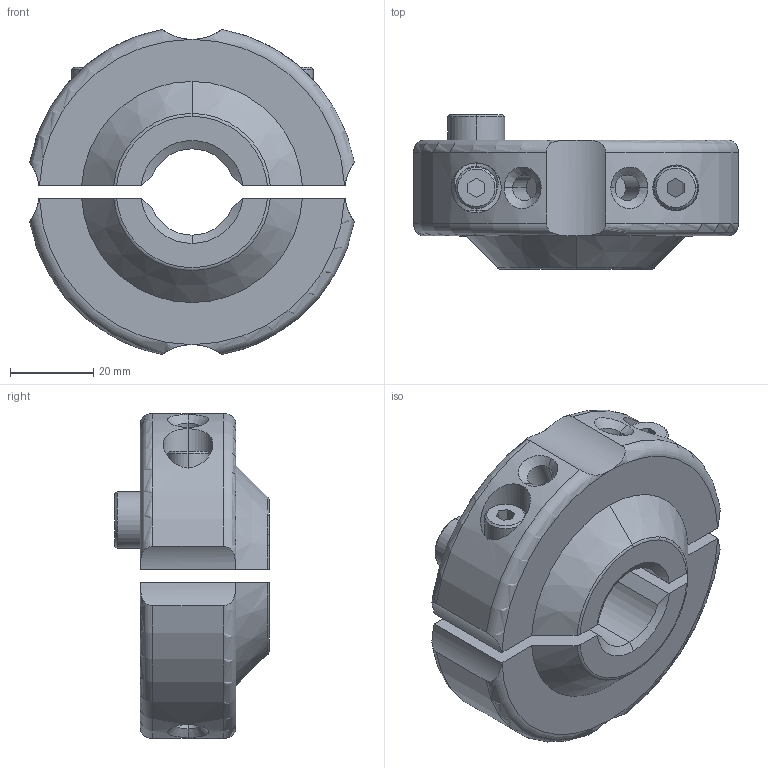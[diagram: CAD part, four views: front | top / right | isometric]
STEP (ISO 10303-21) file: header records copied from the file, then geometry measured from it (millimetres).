
FILE_DESCRIPTION (( 'STEP AP214' ), '1' );
FILE_NAME ('8824510A.STEP', '2019-02-13T11:53:06', ( '' ), ( '' ), 'SwSTEP 2.0', 'SolidWorks 2018', '' );
FILE_SCHEMA (( 'AUTOMOTIVE_DESIGN' ));
Length unit declared in the file: millimetre
Products named in the file (1): 8824510A
Bounding box: 78.21 x 37.1 x 78.21 mm (x, y, z)
Surface area: 21770.8 mm2 (no closed solid volume)
Topology: 0 solids, 6 shells, 102 faces, 280 edges, 182 vertices
Faces by surface type: cylinder 38, plane 30, cone 23, torus 11
Entity records: 5450 total; most frequent: CARTESIAN_POINT 1782, ORIENTED_EDGE 512, DIRECTION 511, EDGE_CURVE 280, AXIS2_PLACEMENT_3D 198, VERTEX_POINT 182, EDGE_LOOP 116, VECTOR 115
